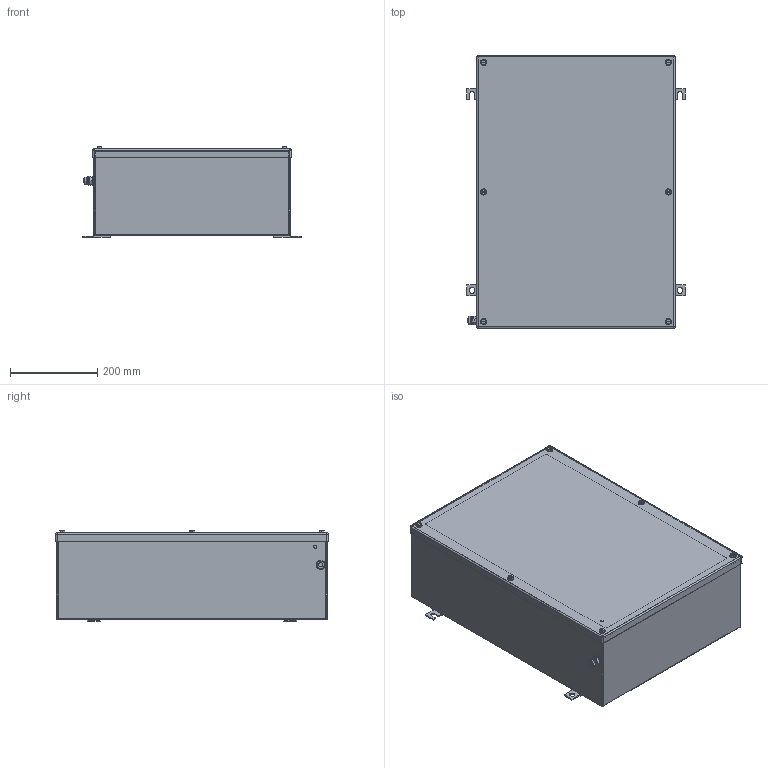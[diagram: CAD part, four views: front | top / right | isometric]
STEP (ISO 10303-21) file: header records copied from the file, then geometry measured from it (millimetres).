
FILE_DESCRIPTION(('CATIA V5 STEP Exchange','CAx-IF Rec.Pracs.--- Model Styling and Organization---1.4--- 2014-01-23'),'2;1');
FILE_NAME ('008684-4_2_1196450000_1196450000.stp','2019-09-25T08:41:44+00:00',('none'),('Weidmueller'),'CATIA Version 5-6 Release 2016 SP3 HF44','CATIA V5 STEP AP214','none');
FILE_SCHEMA(('AUTOMOTIVE_DESIGN { 1 0 10303 214 1 1 1 1 }'));
Length unit declared in the file: millimetre
Products named in the file (1): Product5_AllCATPart
Bounding box: 501 x 625 x 208.5 mm (x, y, z)
Volume: 1751246 mm3; surface area: 2248558.9 mm2
Topology: 46 solids, 46 shells, 1004 faces, 2340 edges, 1436 vertices
Faces by surface type: cylinder 370, plane 348, cone 228, torus 42, sphere 16
Entity records: 27049 total; most frequent: CARTESIAN_POINT 5766, ORIENTED_EDGE 4600, DIRECTION 3515, EDGE_CURVE 2300, AXIS2_PLACEMENT_3D 1714, VERTEX_POINT 1436, EDGE_LOOP 1120, VECTOR 1086
